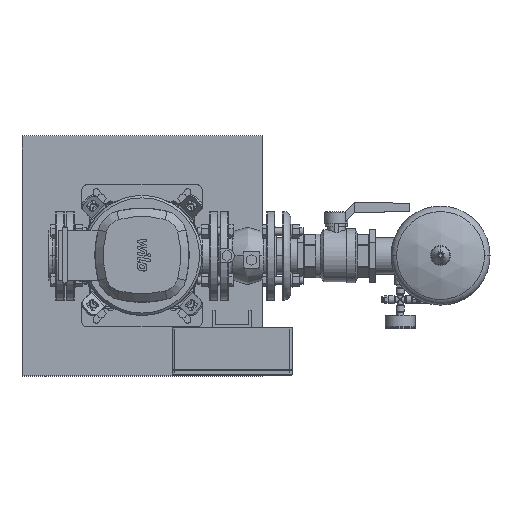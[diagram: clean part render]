
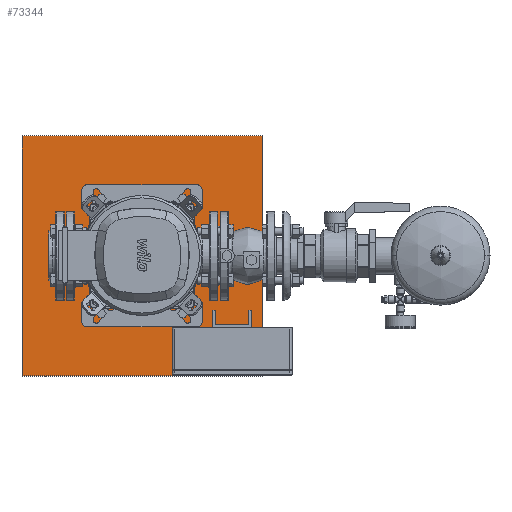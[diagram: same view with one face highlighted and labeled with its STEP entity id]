
A CAD part, top view. The second image highlights one B-rep face of the part: STEP entity #73344.
In plain terms, the highlighted planar face has unit normal (0, 0, 1).
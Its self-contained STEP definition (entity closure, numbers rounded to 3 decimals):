
#73305=CARTESIAN_POINT('',(-250.0,0.0,125.0));
#73306=DIRECTION('',(0.0,0.0,1.0));
#73307=DIRECTION('',(0.0,-1.0,0.0));
#73308=AXIS2_PLACEMENT_3D('',#73305,#73306,#73307);
#73309=PLANE('',#73308);
#73310=CARTESIAN_POINT('',(250.0,-250.0,125.));
#73311=VERTEX_POINT('',#73310);
#73312=CARTESIAN_POINT('',(250.0,250.0,125.));
#73313=VERTEX_POINT('',#73312);
#73314=CARTESIAN_POINT('',(250.0,-250.0,125.));
#73315=DIRECTION('',(0.0,1.0,0.0));
#73316=VECTOR('',#73315,500.0);
#73317=LINE('',#73314,#73316);
#73318=EDGE_CURVE('',#73311,#73313,#73317,.T.);
#73319=ORIENTED_EDGE('',*,*,#73318,.T.);
#73320=CARTESIAN_POINT('',(-250.0,250.0,125.));
#73321=VERTEX_POINT('',#73320);
#73322=CARTESIAN_POINT('',(-250.0,250.0,125.));
#73323=DIRECTION('',(1.0,0.0,0.0));
#73324=VECTOR('',#73323,500.0);
#73325=LINE('',#73322,#73324);
#73326=EDGE_CURVE('',#73321,#73313,#73325,.T.);
#73327=ORIENTED_EDGE('',*,*,#73326,.F.);
#73328=CARTESIAN_POINT('',(-250.0,-250.0,125.));
#73329=VERTEX_POINT('',#73328);
#73330=CARTESIAN_POINT('',(-250.0,250.0,125.));
#73331=DIRECTION('',(0.0,-1.0,0.0));
#73332=VECTOR('',#73331,500.0);
#73333=LINE('',#73330,#73332);
#73334=EDGE_CURVE('',#73321,#73329,#73333,.T.);
#73335=ORIENTED_EDGE('',*,*,#73334,.T.);
#73336=CARTESIAN_POINT('',(-250.0,-250.0,125.));
#73337=DIRECTION('',(1.0,0.0,0.0));
#73338=VECTOR('',#73337,500.0);
#73339=LINE('',#73336,#73338);
#73340=EDGE_CURVE('',#73329,#73311,#73339,.T.);
#73341=ORIENTED_EDGE('',*,*,#73340,.T.);
#73342=EDGE_LOOP('',(#73319,#73327,#73335,#73341));
#73343=FACE_OUTER_BOUND('',#73342,.T.);
#73344=ADVANCED_FACE('',(#73343),#73309,.T.);
